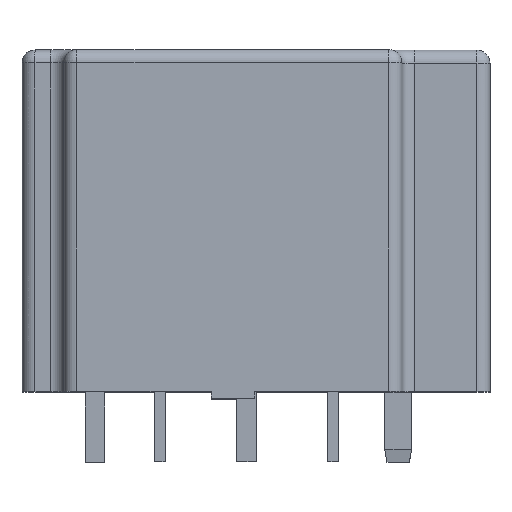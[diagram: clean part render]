
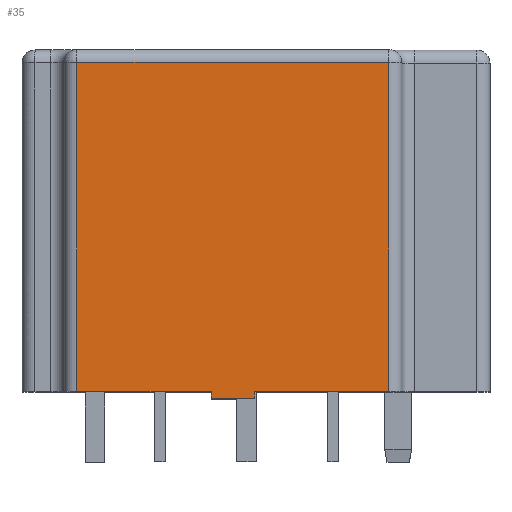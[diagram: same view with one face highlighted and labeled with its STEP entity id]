
A CAD part, top view. The second image highlights one B-rep face of the part: STEP entity #35.
In plain terms, the highlighted planar face has unit normal (0, 0, 1).
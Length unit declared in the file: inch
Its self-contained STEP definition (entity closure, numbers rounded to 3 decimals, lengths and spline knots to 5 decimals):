
#20 = VERTEX_POINT ( 'NONE', #1350 ) ;
#27 = DIRECTION ( 'NONE',  ( 0., 1., 0. ) ) ;
#35 = ADVANCED_FACE ( 'NONE', ( #146 ), #1737, .T. ) ;
#48 = LINE ( 'NONE', #2003, #900 ) ;
#73 = DIRECTION ( 'NONE',  ( 0., -1., 0. ) ) ;
#90 = VECTOR ( 'NONE', #294, 39.37008 ) ;
#93 = CARTESIAN_POINT ( 'NONE',  ( -0.4135, -1.66712, 0.635 ) ) ;
#111 = LINE ( 'NONE', #2430, #90 ) ;
#144 = CARTESIAN_POINT ( 'NONE',  ( -0.0035, 0.016, 0.635 ) ) ;
#146 = FACE_OUTER_BOUND ( 'NONE', #1231, .T. ) ;
#246 = CARTESIAN_POINT ( 'NONE',  ( -0.4435, 0.016, 0.635 ) ) ;
#294 = DIRECTION ( 'NONE',  ( -1., 0., 0. ) ) ;
#303 = VECTOR ( 'NONE', #27, 39.37008 ) ;
#314 = LINE ( 'NONE', #782, #303 ) ;
#334 = VERTEX_POINT ( 'NONE', #921 ) ;
#347 = LINE ( 'NONE', #93, #1990 ) ;
#351 = EDGE_CURVE ( 'NONE', #624, #334, #984, .T. ) ;
#429 = LINE ( 'NONE', #246, #2046 ) ;
#531 = LINE ( 'NONE', #1756, #595 ) ;
#560 = ORIENTED_EDGE ( 'NONE', *, *, #1215, .T. ) ;
#583 = CARTESIAN_POINT ( 'NONE',  ( 0.3065, 0.016, 0.635 ) ) ;
#585 = ORIENTED_EDGE ( 'NONE', *, *, #1650, .T. ) ;
#595 = VECTOR ( 'NONE', #1902, 39.37008 ) ;
#605 = CARTESIAN_POINT ( 'NONE',  ( 0.3065, 0.775, 0.635 ) ) ;
#624 = VERTEX_POINT ( 'NONE', #144 ) ;
#686 = DIRECTION ( 'NONE',  ( 0., -1., 0. ) ) ;
#743 = VECTOR ( 'NONE', #2201, 39.37008 ) ;
#782 = CARTESIAN_POINT ( 'NONE',  ( 0.3065, -1.66712, 0.635 ) ) ;
#884 = EDGE_CURVE ( 'NONE', #20, #1687, #1562, .T. ) ;
#900 = VECTOR ( 'NONE', #1683, 39.37008 ) ;
#904 = CARTESIAN_POINT ( 'NONE',  ( -0.4135, 0.016, 0.635 ) ) ;
#921 = CARTESIAN_POINT ( 'NONE',  ( -0.0035, 0., 0.635 ) ) ;
#963 = DIRECTION ( 'NONE',  ( 1., 0., 0. ) ) ;
#984 = LINE ( 'NONE', #1414, #1020 ) ;
#1020 = VECTOR ( 'NONE', #686, 39.37008 ) ;
#1026 = CARTESIAN_POINT ( 'NONE',  ( -0.1035, 0., 0.635 ) ) ;
#1128 = VERTEX_POINT ( 'NONE', #2220 ) ;
#1213 = ORIENTED_EDGE ( 'NONE', *, *, #1625, .F. ) ;
#1215 = EDGE_CURVE ( 'NONE', #1687, #334, #531, .T. ) ;
#1222 = ORIENTED_EDGE ( 'NONE', *, *, #884, .T. ) ;
#1231 = EDGE_LOOP ( 'NONE', ( #1213, #1663, #585, #2432, #1368, #1222, #560, #1251 ) ) ;
#1239 = AXIS2_PLACEMENT_3D ( 'NONE', #2322, #1885, #963 ) ;
#1251 = ORIENTED_EDGE ( 'NONE', *, *, #351, .F. ) ;
#1350 = CARTESIAN_POINT ( 'NONE',  ( -0.1035, 0.016, 0.635 ) ) ;
#1368 = ORIENTED_EDGE ( 'NONE', *, *, #2405, .F. ) ;
#1370 = CARTESIAN_POINT ( 'NONE',  ( -0.1035, 0.11908, 0.635 ) ) ;
#1414 = CARTESIAN_POINT ( 'NONE',  ( -0.0035, 0.11908, 0.635 ) ) ;
#1464 = VERTEX_POINT ( 'NONE', #605 ) ;
#1562 = LINE ( 'NONE', #1370, #743 ) ;
#1577 = VERTEX_POINT ( 'NONE', #904 ) ;
#1625 = EDGE_CURVE ( 'NONE', #1911, #624, #111, .T. ) ;
#1650 = EDGE_CURVE ( 'NONE', #1464, #1128, #48, .T. ) ;
#1663 = ORIENTED_EDGE ( 'NONE', *, *, #1892, .T. ) ;
#1683 = DIRECTION ( 'NONE',  ( -1., 0., 0. ) ) ;
#1687 = VERTEX_POINT ( 'NONE', #1026 ) ;
#1737 = PLANE ( 'NONE',  #1239 ) ;
#1756 = CARTESIAN_POINT ( 'NONE',  ( -0.1035, 0., 0.635 ) ) ;
#1885 = DIRECTION ( 'NONE',  ( 0., 0., 1. ) ) ;
#1892 = EDGE_CURVE ( 'NONE', #1911, #1464, #314, .T. ) ;
#1902 = DIRECTION ( 'NONE',  ( 1., 0., 0. ) ) ;
#1911 = VERTEX_POINT ( 'NONE', #583 ) ;
#1990 = VECTOR ( 'NONE', #73, 39.37008 ) ;
#2003 = CARTESIAN_POINT ( 'NONE',  ( -0.4435, 0.775, 0.635 ) ) ;
#2046 = VECTOR ( 'NONE', #2103, 39.37008 ) ;
#2103 = DIRECTION ( 'NONE',  ( -1., 0., 0. ) ) ;
#2201 = DIRECTION ( 'NONE',  ( 0., -1., 0. ) ) ;
#2220 = CARTESIAN_POINT ( 'NONE',  ( -0.4135, 0.775, 0.635 ) ) ;
#2237 = EDGE_CURVE ( 'NONE', #1128, #1577, #347, .T. ) ;
#2322 = CARTESIAN_POINT ( 'NONE',  ( -0.4435, -1.66712, 0.635 ) ) ;
#2405 = EDGE_CURVE ( 'NONE', #20, #1577, #429, .T. ) ;
#2430 = CARTESIAN_POINT ( 'NONE',  ( -0.4435, 0.016, 0.635 ) ) ;
#2432 = ORIENTED_EDGE ( 'NONE', *, *, #2237, .T. ) ;
